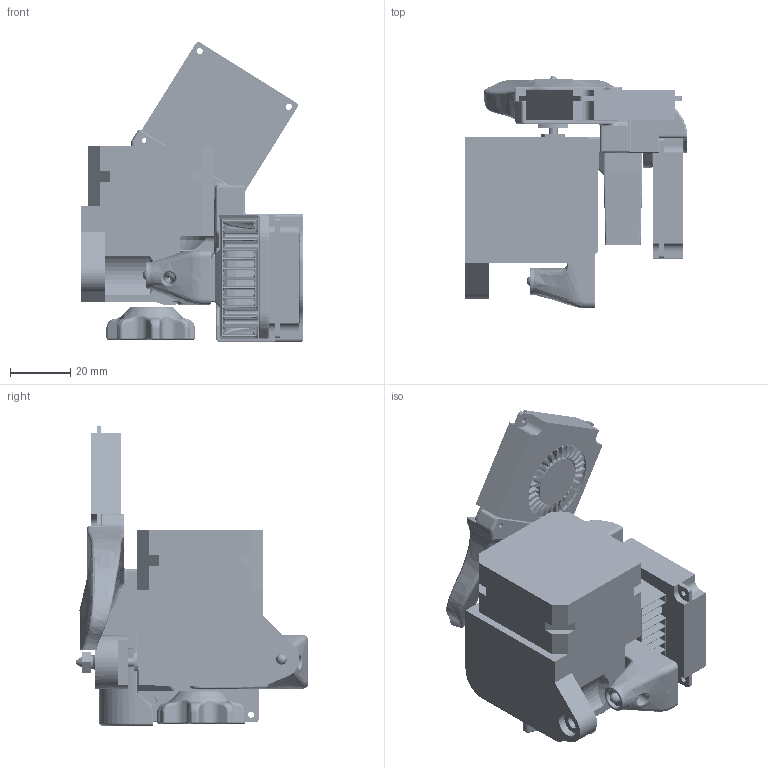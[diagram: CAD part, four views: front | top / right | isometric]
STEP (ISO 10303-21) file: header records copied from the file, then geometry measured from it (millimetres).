
FILE_DESCRIPTION(/* description */ (''),/* implementation_level */ '2;1');
FILE_NAME(/* name */ 'STEP-OmniaDrop-175-V2.1.step',/* time_stamp */ '2021-10-03T23:22:52+02:00',/* author */ (''),/* organization */ (''),/* preprocessor_version */ 'ST-DEVELOPER v18.1',/* originating_system */ 'Autodesk Translation Framework v10.10.0.1391',/* authorisation */ '');
FILE_SCHEMA (('AUTOMOTIVE_DESIGN { 1 0 10303 214 3 1 1 }'));
Products named in the file (11): STEP-OmniaDrop-175-V2.1; Main-Body; Idler; Manual Wheel; Cooling-Block; Heatbreak; Ring Heater; Nozzle; Stepper Motor; Blower; Cooling-Fan-Duct
Assembly tree (11 placements, depth 2):
  STEP-OmniaDrop-175-V2.1
    Main-Body
    Idler
    Manual Wheel
    Cooling-Block
    Heatbreak
    Ring Heater
    Nozzle
    Stepper Motor
    Blower  x2
    Cooling-Fan-Duct
Bounding box: 74.1 x 77.5 x 99.87 mm (x, y, z)
Volume: 115487.9 mm3; surface area: 78928.7 mm2
Topology: 14 solids, 14 shells, 3287 faces, 7904 edges, 4697 vertices
Faces by surface type: bspline 1132, cylinder 724, plane 690, sphere 306, torus 303, cone 132
Full cylindrical faces by diameter (mm): 1.6 x4, 2 x10, 2.529 x8, 2.6 x2, 2.96 x2, 3 x1, 3.05 x2, 3.1 x4, 3.2 x9, 3.6 x1, 4 x2, 4.2 x1, 4.6 x1, 4.744 x10, 5 x1, 5.035 x5, 5.884 x13, 5.9 x2, 6.147 x3, 6.6 x1, 8 x1, 8.8 x1, 9 x1, 9.6 x1, 15.2 x1, 16.8 x2, 18 x1, 23 x1, 27 x4, 38.2 x1
Entity records: 219834 total; most frequent: CARTESIAN_POINT 155054, ORIENTED_EDGE 14582, DIRECTION 11594, EDGE_CURVE 7291, AXIS2_PLACEMENT_3D 4897, VERTEX_POINT 4331, EDGE_LOOP 3242, FACE_OUTER_BOUND 3068
